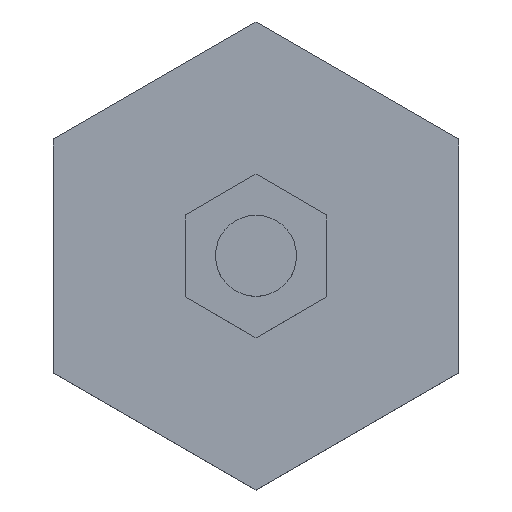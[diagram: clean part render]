
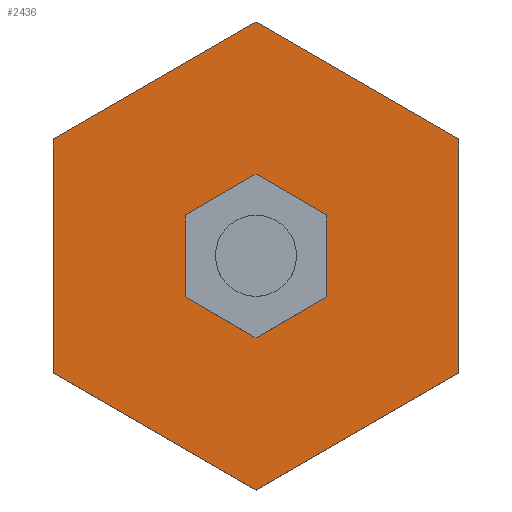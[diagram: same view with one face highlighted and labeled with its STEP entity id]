
A CAD part, top view. The second image highlights one B-rep face of the part: STEP entity #2436.
In plain terms, the highlighted face is planar.
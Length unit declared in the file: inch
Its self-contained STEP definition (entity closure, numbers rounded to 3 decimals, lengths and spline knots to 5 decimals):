
#1234=DIRECTION('',(-0.866,-0.5,0.));
#1235=VECTOR('',#1234,0.72169);
#1236=CARTESIAN_POINT('',(0.,0.72169,0.));
#1237=LINE('',#1236,#1235);
#1238=DIRECTION('',(0.,-1.,0.));
#1239=VECTOR('',#1238,0.72169);
#1240=CARTESIAN_POINT('',(-0.625,0.36084,0.));
#1241=LINE('',#1240,#1239);
#1242=DIRECTION('',(0.866,-0.5,0.));
#1243=VECTOR('',#1242,0.72169);
#1244=CARTESIAN_POINT('',(-0.625,-0.36084,0.));
#1245=LINE('',#1244,#1243);
#1246=DIRECTION('',(0.866,0.5,0.));
#1247=VECTOR('',#1246,0.72169);
#1248=CARTESIAN_POINT('',(0.,-0.72169,0.));
#1249=LINE('',#1248,#1247);
#1250=DIRECTION('',(0.,1.,0.));
#1251=VECTOR('',#1250,0.72169);
#1252=CARTESIAN_POINT('',(0.625,-0.36084,0.));
#1253=LINE('',#1252,#1251);
#1254=DIRECTION('',(-0.866,0.5,0.));
#1255=VECTOR('',#1254,0.72169);
#1256=CARTESIAN_POINT('',(0.625,0.36084,0.));
#1257=LINE('',#1256,#1255);
#1258=CARTESIAN_POINT('',(0.,0.,0.));
#1259=DIRECTION('',(0.,0.,-1.));
#1260=DIRECTION('',(-1.,0.,0.));
#1261=AXIS2_PLACEMENT_3D('',#1258,#1259,#1260);
#1263=CARTESIAN_POINT('',(0.,0.,0.));
#1264=DIRECTION('',(0.,0.,-1.));
#1265=DIRECTION('',(1.,0.,0.));
#1266=AXIS2_PLACEMENT_3D('',#1263,#1264,#1265);
#2331=CARTESIAN_POINT('',(0.,0.72169,0.));
#2332=CARTESIAN_POINT('',(-0.625,0.36084,0.));
#2333=VERTEX_POINT('',#2331);
#2334=VERTEX_POINT('',#2332);
#2335=CARTESIAN_POINT('',(-0.625,-0.36084,0.));
#2336=VERTEX_POINT('',#2335);
#2337=CARTESIAN_POINT('',(0.,-0.72169,0.));
#2338=VERTEX_POINT('',#2337);
#2339=CARTESIAN_POINT('',(0.625,-0.36084,0.));
#2340=VERTEX_POINT('',#2339);
#2341=CARTESIAN_POINT('',(0.625,0.36084,0.));
#2342=VERTEX_POINT('',#2341);
#2400=CARTESIAN_POINT('',(-0.14,0.,0.));
#2401=CARTESIAN_POINT('',(0.14,0.,0.));
#2402=VERTEX_POINT('',#2400);
#2403=VERTEX_POINT('',#2401);
#2411=CARTESIAN_POINT('',(0.,0.,0.));
#2412=DIRECTION('',(0.,0.,1.));
#2413=DIRECTION('',(1.,0.,0.));
#2414=AXIS2_PLACEMENT_3D('',#2411,#2412,#2413);
#2415=PLANE('',#2414);
#2417=ORIENTED_EDGE('',*,*,#2416,.T.);
#2419=ORIENTED_EDGE('',*,*,#2418,.T.);
#2421=ORIENTED_EDGE('',*,*,#2420,.T.);
#2423=ORIENTED_EDGE('',*,*,#2422,.T.);
#2425=ORIENTED_EDGE('',*,*,#2424,.T.);
#2427=ORIENTED_EDGE('',*,*,#2426,.T.);
#2428=EDGE_LOOP('',(#2417,#2419,#2421,#2423,#2425,#2427));
#2429=FACE_OUTER_BOUND('',#2428,.F.);
#2431=ORIENTED_EDGE('',*,*,#2430,.T.);
#2433=ORIENTED_EDGE('',*,*,#2432,.T.);
#2434=EDGE_LOOP('',(#2431,#2433));
#2435=FACE_BOUND('',#2434,.F.);
#2436=ADVANCED_FACE('',(#2429,#2435),#2415,.F.);
#1262=CIRCLE('',#1261,0.14);
#1267=CIRCLE('',#1266,0.14);
#2416=EDGE_CURVE('',#2333,#2334,#1237,.T.);
#2418=EDGE_CURVE('',#2334,#2336,#1241,.T.);
#2420=EDGE_CURVE('',#2336,#2338,#1245,.T.);
#2422=EDGE_CURVE('',#2338,#2340,#1249,.T.);
#2424=EDGE_CURVE('',#2340,#2342,#1253,.T.);
#2426=EDGE_CURVE('',#2342,#2333,#1257,.T.);
#2430=EDGE_CURVE('',#2402,#2403,#1262,.T.);
#2432=EDGE_CURVE('',#2403,#2402,#1267,.T.);
